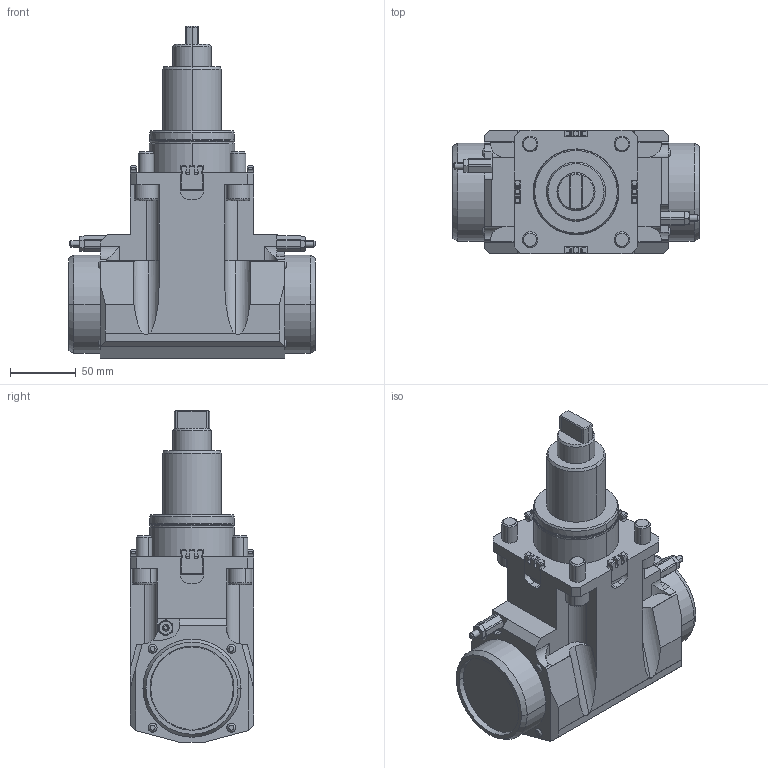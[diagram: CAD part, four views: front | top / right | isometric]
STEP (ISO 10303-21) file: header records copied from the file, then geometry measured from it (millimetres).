
FILE_DESCRIPTION(('HOOPS Exchange Step'),'2;1');
FILE_NAME('Modelcomposition.stp','2024-08-27T13:56:14+00:00',('toolarena-modelservice-ewspro'),('Unknown organisation'),'HOOPS Exchange 2021.2','HOOPS Exchange','Unknown authorisation');
FILE_SCHEMA( ('AP242_MANAGED_MODEL_BASED_3D_ENGINEERING_MIM_LF {1 0 10303 442 1 1 4 }') );
Length unit declared in the file: millimetre
Products named in the file (1): EWS_225714_DIN4003
Bounding box: 188 x 94 x 253 mm (x, y, z)
Volume: 1822886.7 mm3; surface area: 122083.3 mm2
Topology: 1 solids, 1 shells, 493 faces, 1296 edges, 828 vertices
Faces by surface type: plane 313, cylinder 112, cone 48, torus 12, bspline 8
Entity records: 15376 total; most frequent: CARTESIAN_POINT 2897, DIRECTION 2662, ORIENTED_EDGE 2592, EDGE_CURVE 1296, AXIS2_PLACEMENT_3D 905, VECTOR 852, LINE 852, VERTEX_POINT 828
